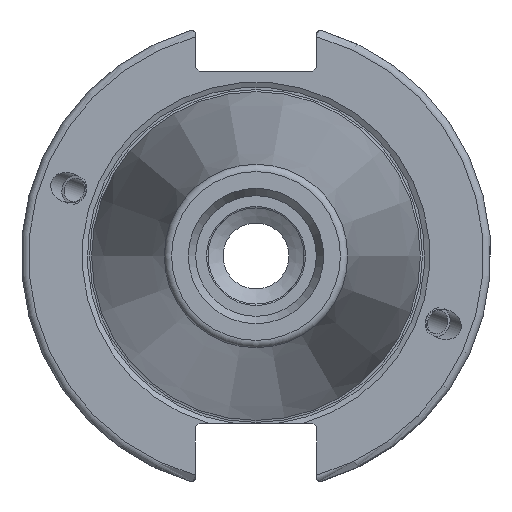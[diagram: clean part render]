
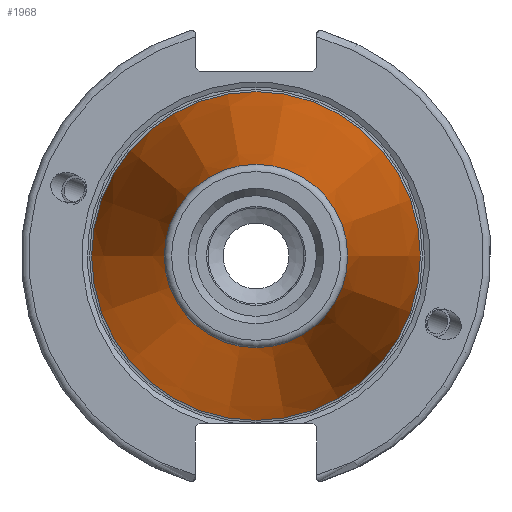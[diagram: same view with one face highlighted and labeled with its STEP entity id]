
A CAD part, left-side view. The second image highlights one B-rep face of the part: STEP entity #1968.
In plain terms, the highlighted conical face has half-angle 8.297 degrees and reference radius 17.248 mm.
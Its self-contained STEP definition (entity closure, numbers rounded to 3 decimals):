
#142=CONICAL_SURFACE('',#2185,17.248,0.145);
#226=FACE_OUTER_BOUND('',#357,.T.);
#357=EDGE_LOOP('',(#1700,#1701,#1702,#1703,#1704));
#489=LINE('',#4636,#607);
#607=VECTOR('',#2660,17.248);
#692=CIRCLE('',#2179,12.397);
#693=CIRCLE('',#2180,12.397);
#697=CIRCLE('',#2186,22.225);
#944=VERTEX_POINT('',#4623);
#945=VERTEX_POINT('',#4624);
#948=VERTEX_POINT('',#4634);
#1212=EDGE_CURVE('',#944,#945,#692,.T.);
#1213=EDGE_CURVE('',#945,#944,#693,.T.);
#1217=EDGE_CURVE('',#948,#948,#697,.T.);
#1218=EDGE_CURVE('',#948,#945,#489,.T.);
#1700=ORIENTED_EDGE('',*,*,#1217,.F.);
#1701=ORIENTED_EDGE('',*,*,#1218,.T.);
#1702=ORIENTED_EDGE('',*,*,#1212,.F.);
#1703=ORIENTED_EDGE('',*,*,#1213,.F.);
#1704=ORIENTED_EDGE('',*,*,#1218,.F.);
#1968=ADVANCED_FACE('',(#226),#142,.T.);
#2179=AXIS2_PLACEMENT_3D('',#4625,#2644,#2645);
#2180=AXIS2_PLACEMENT_3D('',#4626,#2646,#2647);
#2185=AXIS2_PLACEMENT_3D('',#4633,#2656,#2657);
#2186=AXIS2_PLACEMENT_3D('',#4635,#2658,#2659);
#2644=DIRECTION('center_axis',(-1.,0.,0.));
#2645=DIRECTION('ref_axis',(0.,-1.,0.));
#2646=DIRECTION('center_axis',(-1.,0.,0.));
#2647=DIRECTION('ref_axis',(0.,-1.,0.));
#2656=DIRECTION('center_axis',(1.,0.,0.));
#2657=DIRECTION('ref_axis',(0.,1.,0.));
#2658=DIRECTION('center_axis',(1.,0.,0.));
#2659=DIRECTION('ref_axis',(0.,0.,-1.));
#2660=DIRECTION('',(-0.99,0.144,0.));
#4623=CARTESIAN_POINT('',(-67.394,0.,12.397));
#4624=CARTESIAN_POINT('',(-67.394,-12.397,0.));
#4625=CARTESIAN_POINT('Origin',(-67.394,0.,0.));
#4626=CARTESIAN_POINT('Origin',(-67.394,0.,0.));
#4633=CARTESIAN_POINT('Origin',(-34.125,0.,0.));
#4634=CARTESIAN_POINT('',(0.,-22.225,0.));
#4635=CARTESIAN_POINT('Origin',(0.,0.,0.));
#4636=CARTESIAN_POINT('',(-34.125,-17.248,0.));
